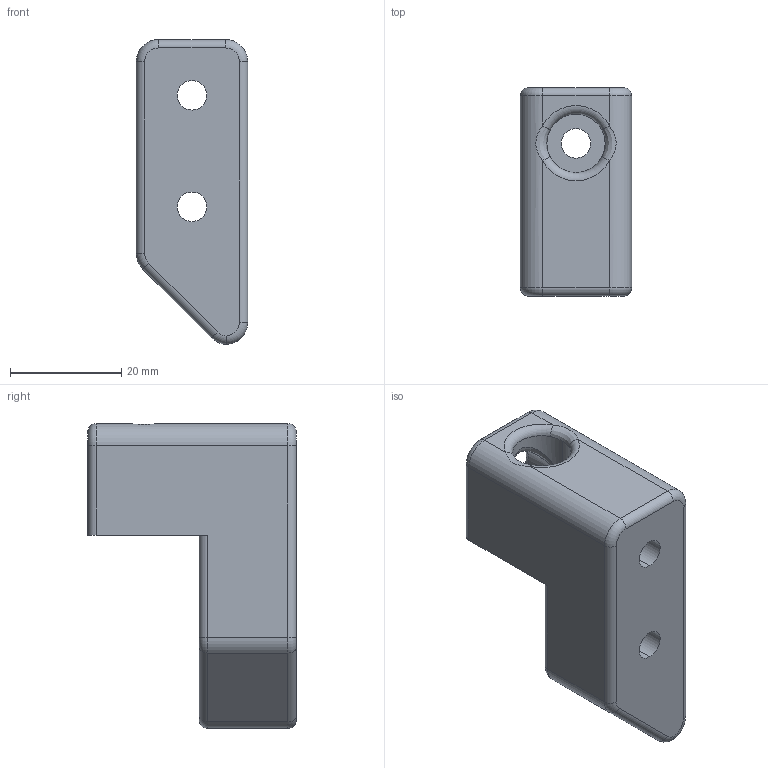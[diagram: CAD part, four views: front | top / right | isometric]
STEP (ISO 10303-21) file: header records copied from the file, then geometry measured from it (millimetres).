
FILE_DESCRIPTION (( 'STEP AP214' ), '1' );
FILE_NAME ('AFrontIdlerTop.STEP', '2025-04-02T18:42:37', ( '' ), ( '' ), 'SwSTEP 2.0', 'SolidWorks 2024', '' );
FILE_SCHEMA (( 'AUTOMOTIVE_DESIGN' ));
Length unit declared in the file: millimetre
Products named in the file (1): AFrontIdlerTop
Bounding box: 20 x 37.4 x 54.7 mm (x, y, z)
Volume: 21072.2 mm3; surface area: 6959.7 mm2
Topology: 1 solids, 1 shells, 68 faces, 165 edges, 91 vertices
Faces by surface type: cylinder 32, torus 14, plane 12, bspline 10
Entity records: 3231 total; most frequent: CARTESIAN_POINT 953, DIRECTION 330, ORIENTED_EDGE 314, EDGE_CURVE 157, AXIS2_PLACEMENT_3D 140, VERTEX_POINT 91, CIRCLE 81, EDGE_LOOP 76
